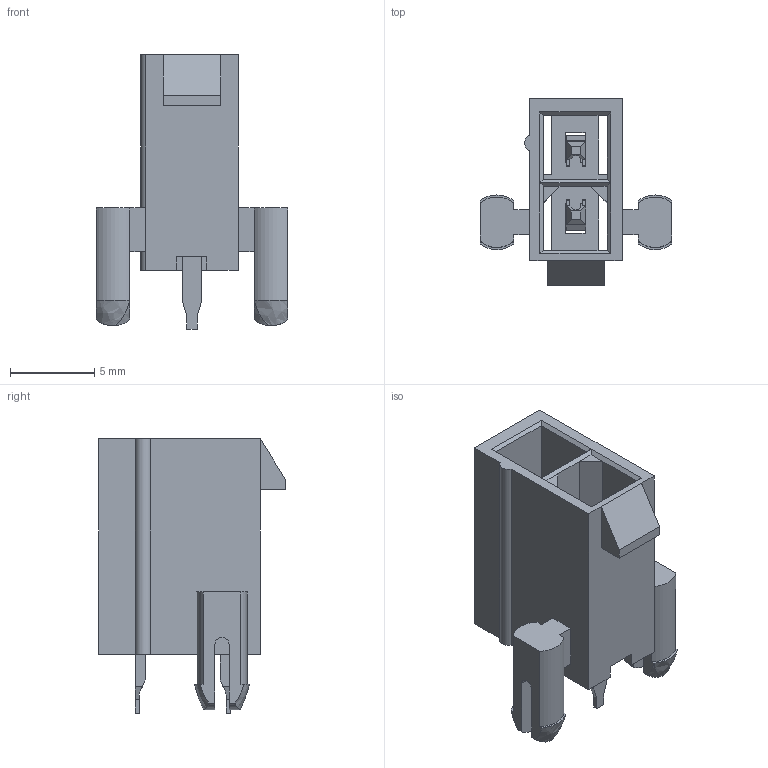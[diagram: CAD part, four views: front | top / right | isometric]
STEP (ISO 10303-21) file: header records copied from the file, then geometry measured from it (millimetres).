
FILE_DESCRIPTION(/* description */ ('Unknown'),/* implementation_level */ '2;1');
FILE_NAME(/* name */ '649002221732',/* time_stamp */ '2019-08-14T09:12:42+02:00',/* author */ ('Unknown'),/* organization */ ('Unknown'),/* preprocessor_version */ 'ST-DEVELOPER v16.7',/* originating_system */ 'DEX',/* authorisation */ $);
FILE_SCHEMA (('AUTOMOTIVE_DESIGN {1 0 10303 214 3 1 1}'));
Length unit declared in the file: millimetre
Products named in the file (3): 6490xx221732; 649002221732; 6490xx221732_PIN
Assembly tree (3 placements, depth 2):
  6490xx221732
    649002221732
    6490xx221732_PIN  x2
Bounding box: 11.4 x 11.1 x 16.3 mm (x, y, z)
Volume: 462 mm3; surface area: 1205.7 mm2
Topology: 3 solids, 3 shells, 303 faces, 870 edges, 568 vertices
Faces by surface type: plane 220, cylinder 75, bspline 8
Entity records: 7156 total; most frequent: CARTESIAN_POINT 1461, ORIENTED_EDGE 1224, DIRECTION 1112, EDGE_CURVE 612, LINE 486, VECTOR 486, VERTEX_POINT 398, AXIS2_PLACEMENT_3D 313
